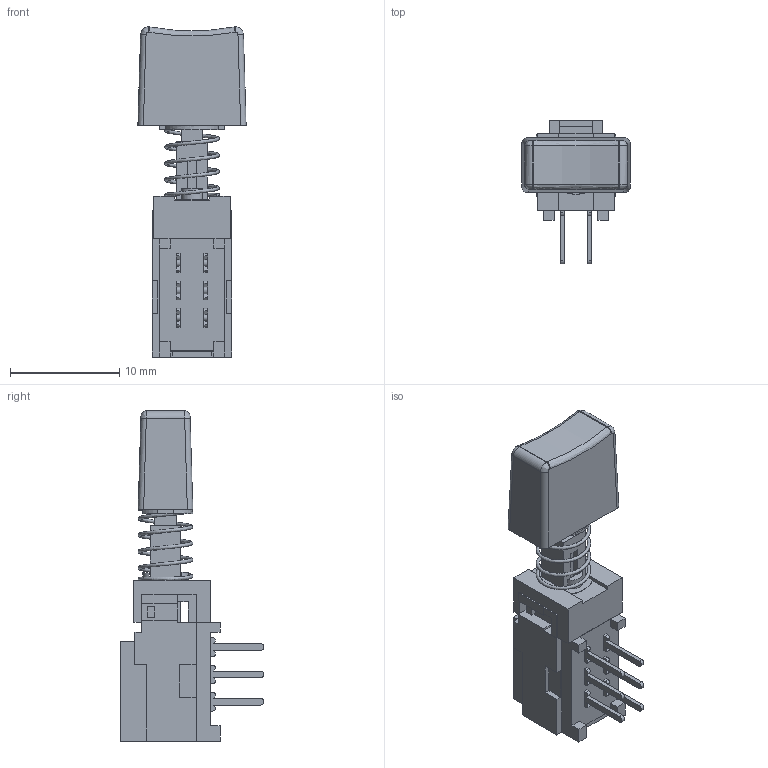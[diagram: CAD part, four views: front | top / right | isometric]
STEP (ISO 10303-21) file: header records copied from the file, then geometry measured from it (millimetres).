
FILE_DESCRIPTION((''),'2;1');
FILE_NAME('PBH2UxxNAG1Cxxx.stp','2017-07-25T10:39:11',('mroman'),(''),'Autodesk Inventor 2012','Autodesk Inventor 2012','');
FILE_SCHEMA(('CONFIG_CONTROL_DESIGN'));
Length unit declared in the file: inch
Products named in the file (1): PBH2UxxNAG1Cxxx
Bounding box: 9.9 x 13.15 x 30.2 mm (x, y, z)
Volume: 815.1 mm3; surface area: 2080.8 mm2
Topology: 7 solids, 7 shells, 357 faces, 983 edges, 644 vertices
Faces by surface type: plane 302, cylinder 48, bspline 7
Entity records: 12148 total; most frequent: CARTESIAN_POINT 2920, ORIENTED_EDGE 1966, DIRECTION 1784, EDGE_CURVE 983, VECTOR 870, LINE 870, VERTEX_POINT 644, AXIS2_PLACEMENT_3D 457
